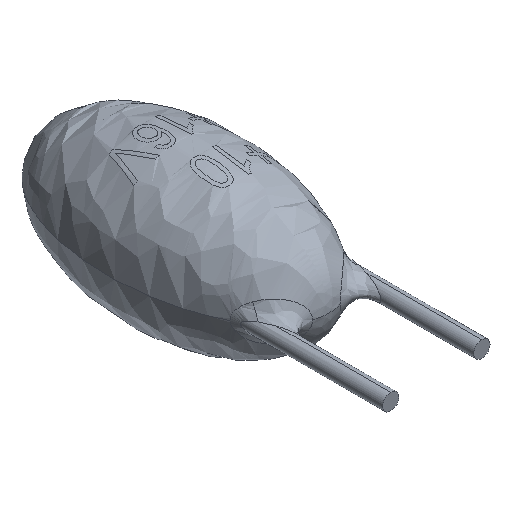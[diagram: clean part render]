
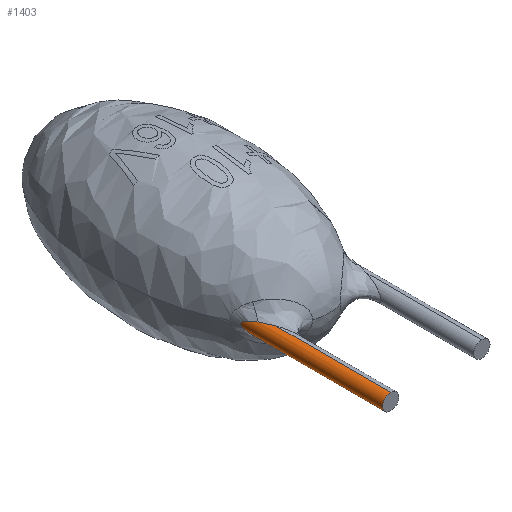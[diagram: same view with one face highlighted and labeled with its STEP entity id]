
A CAD part, isometric view. The second image highlights one B-rep face of the part: STEP entity #1403.
In plain terms, the highlighted cylindrical face has radius 0.225 mm (diameter 0.45 mm), a partial arc.
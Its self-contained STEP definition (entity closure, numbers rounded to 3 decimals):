
#37 = DIRECTION ( 'NONE',  ( 0., 0., 1. ) ) ;
#45 = CARTESIAN_POINT ( 'NONE',  ( -1.291, 0.768, 0.225 ) ) ;
#66 = CIRCLE ( 'NONE', #1915, 0.225 ) ;
#101 = CARTESIAN_POINT ( 'NONE',  ( -1.464, 1.35, -0.114 ) ) ;
#223 = EDGE_CURVE ( 'NONE', #241, #1625, #1563, .T. ) ;
#241 = VERTEX_POINT ( 'NONE', #1924 ) ;
#252 = CARTESIAN_POINT ( 'NONE',  ( -1.27, 0.705, -0.225 ) ) ;
#258 = CARTESIAN_POINT ( 'NONE',  ( -1.448, 1.289, 0.139 ) ) ;
#270 = CARTESIAN_POINT ( 'NONE',  ( -1.401, 1.123, -0.186 ) ) ;
#271 = EDGE_LOOP ( 'NONE', ( #1362, #616, #1139, #1328, #1009 ) ) ;
#283 = CARTESIAN_POINT ( 'NONE',  ( -1.27, -2.5, -0.225 ) ) ;
#341 = B_SPLINE_CURVE_WITH_KNOTS ( 'NONE', 3,
 ( #521, #45, #1142, #1612, #679, #1774 ),
 .UNSPECIFIED., .F., .F.,
 ( 4, 2, 4 ),
 ( 0.002, 0.002, 0.002 ),
 .UNSPECIFIED. ) ;
#410 = CARTESIAN_POINT ( 'NONE',  ( -1.48, 1.409, 0.081 ) ) ;
#418 = CARTESIAN_POINT ( 'NONE',  ( -1.305, 0.809, -0.225 ) ) ;
#453 = AXIS2_PLACEMENT_3D ( 'NONE', #1088, #751, #1409 ) ;
#521 = CARTESIAN_POINT ( 'NONE',  ( -1.27, 0.705, 0.225 ) ) ;
#569 = CARTESIAN_POINT ( 'NONE',  ( -1.493, 1.457, 0.033 ) ) ;
#616 = ORIENTED_EDGE ( 'NONE', *, *, #1599, .T. ) ;
#621 = LINE ( 'NONE', #283, #1410 ) ;
#679 = CARTESIAN_POINT ( 'NONE',  ( -1.37, 1.021, 0.203 ) ) ;
#682 = CARTESIAN_POINT ( 'NONE',  ( -1.27, -2.5, -0.225 ) ) ;
#724 = CARTESIAN_POINT ( 'NONE',  ( -1.495, 1.467, -0.007 ) ) ;
#743 = EDGE_CURVE ( 'NONE', #1625, #1000, #341, .T. ) ;
#751 = DIRECTION ( 'NONE',  ( 0., 1., 0. ) ) ;
#783 = CYLINDRICAL_SURFACE ( 'NONE', #453, 0.225 ) ;
#840 = CARTESIAN_POINT ( 'NONE',  ( -1.27, -2.5, 0.225 ) ) ;
#845 = EDGE_CURVE ( 'NONE', #1000, #1734, #1760, .T. ) ;
#879 = CARTESIAN_POINT ( 'NONE',  ( -1.389, 1.084, 0.191 ) ) ;
#887 = CARTESIAN_POINT ( 'NONE',  ( -1.489, 1.443, -0.057 ) ) ;
#953 = CARTESIAN_POINT ( 'NONE',  ( -1.389, 1.084, 0.191 ) ) ;
#989 = DIRECTION ( 'NONE',  ( 0., 1., 0. ) ) ;
#1000 = VERTEX_POINT ( 'NONE', #953 ) ;
#1009 = ORIENTED_EDGE ( 'NONE', *, *, #845, .T. ) ;
#1045 = CARTESIAN_POINT ( 'NONE',  ( -1.471, 1.375, -0.102 ) ) ;
#1088 = CARTESIAN_POINT ( 'NONE',  ( -1.27, -2.5, 0. ) ) ;
#1139 = ORIENTED_EDGE ( 'NONE', *, *, #223, .T. ) ;
#1142 = CARTESIAN_POINT ( 'NONE',  ( -1.311, 0.831, 0.222 ) ) ;
#1184 = CARTESIAN_POINT ( 'NONE',  ( -1.419, 1.187, 0.17 ) ) ;
#1187 = CARTESIAN_POINT ( 'NONE',  ( -1.404, 1.136, 0.181 ) ) ;
#1194 = CARTESIAN_POINT ( 'NONE',  ( -1.431, 1.227, -0.165 ) ) ;
#1301 = EDGE_CURVE ( 'NONE', #1645, #1734, #621, .T. ) ;
#1328 = ORIENTED_EDGE ( 'NONE', *, *, #743, .T. ) ;
#1351 = CARTESIAN_POINT ( 'NONE',  ( -1.462, 1.34, 0.122 ) ) ;
#1357 = CARTESIAN_POINT ( 'NONE',  ( -1.338, 0.914, -0.217 ) ) ;
#1362 = ORIENTED_EDGE ( 'NONE', *, *, #1301, .F. ) ;
#1403 = ADVANCED_FACE ( 'NONE', ( #1444 ), #783, .T. ) ;
#1409 = DIRECTION ( 'NONE',  ( 0., 0., 1. ) ) ;
#1410 = VECTOR ( 'NONE', #1526, 1000. ) ;
#1444 = FACE_OUTER_BOUND ( 'NONE', #271, .T. ) ;
#1503 = CARTESIAN_POINT ( 'NONE',  ( -1.486, 1.432, 0.066 ) ) ;
#1514 = CARTESIAN_POINT ( 'NONE',  ( -1.27, 0.705, -0.225 ) ) ;
#1526 = DIRECTION ( 'NONE',  ( 0., 1., 0. ) ) ;
#1563 = LINE ( 'NONE', #840, #1926 ) ;
#1599 = EDGE_CURVE ( 'NONE', #1645, #241, #66, .T. ) ;
#1612 = CARTESIAN_POINT ( 'NONE',  ( -1.351, 0.958, 0.211 ) ) ;
#1614 = CARTESIAN_POINT ( 'NONE',  ( -1.27, 0.705, 0.225 ) ) ;
#1625 = VERTEX_POINT ( 'NONE', #1614 ) ;
#1645 = VERTEX_POINT ( 'NONE', #682 ) ;
#1658 = CARTESIAN_POINT ( 'NONE',  ( -1.494, 1.464, 0.021 ) ) ;
#1734 = VERTEX_POINT ( 'NONE', #252 ) ;
#1760 = B_SPLINE_CURVE_WITH_KNOTS ( 'NONE', 3,
 ( #879, #1187, #1184, #258, #1351, #410, #1503, #569, #1658, #724, #1823, #887, #1981, #1045, #101, #1194, #270, #1357, #418, #1514 ),
 .UNSPECIFIED., .F., .F.,
 ( 4, 2, 2, 2, 2, 2, 2, 2, 2, 4 ),
 ( 0.002, 0.002, 0.003, 0.003, 0.003, 0.003, 0.003, 0.003, 0.003, 0.004 ),
 .UNSPECIFIED. ) ;
#1774 = CARTESIAN_POINT ( 'NONE',  ( -1.389, 1.084, 0.191 ) ) ;
#1823 = CARTESIAN_POINT ( 'NONE',  ( -1.494, 1.463, -0.021 ) ) ;
#1915 = AXIS2_PLACEMENT_3D ( 'NONE', #1922, #989, #37 ) ;
#1922 = CARTESIAN_POINT ( 'NONE',  ( -1.27, -2.5, 0. ) ) ;
#1924 = CARTESIAN_POINT ( 'NONE',  ( -1.27, -2.5, 0.225 ) ) ;
#1926 = VECTOR ( 'NONE', #1939, 1000. ) ;
#1939 = DIRECTION ( 'NONE',  ( 0., 1., 0. ) ) ;
#1981 = CARTESIAN_POINT ( 'NONE',  ( -1.483, 1.42, -0.074 ) ) ;
